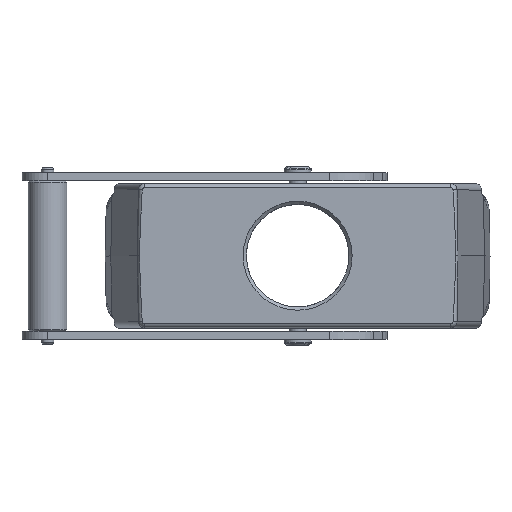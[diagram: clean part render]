
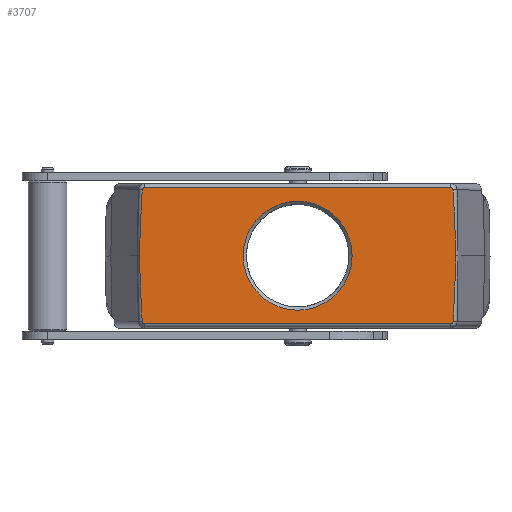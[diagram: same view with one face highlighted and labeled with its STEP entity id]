
A CAD part, top view. The second image highlights one B-rep face of the part: STEP entity #3707.
In plain terms, the highlighted planar face has unit normal (0, 0, 1).
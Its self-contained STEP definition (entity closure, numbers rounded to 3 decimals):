
#268=ELLIPSE('',#16935,114.609,2.);
#269=ELLIPSE('',#16940,114.609,2.);
#270=ELLIPSE('',#16950,114.609,2.);
#272=ELLIPSE('',#16955,114.609,2.);
#2361=PLANE('',#17792);
#3707=ADVANCED_FACE('',(#4030,#4031),#2361,.T.);
#4030=FACE_BOUND('',#4788,.T.);
#4031=FACE_BOUND('',#4789,.T.);
#4788=EDGE_LOOP('',(#8014));
#4789=EDGE_LOOP('',(#8015,#8016,#8017,#8018,#8019,#8020,#8021,#8022,#8023,
#8024));
#8014=ORIENTED_EDGE('',*,*,#10908,.T.);
#8015=ORIENTED_EDGE('',*,*,#9487,.F.);
#8016=ORIENTED_EDGE('',*,*,#9493,.F.);
#8017=ORIENTED_EDGE('',*,*,#9499,.F.);
#8018=ORIENTED_EDGE('',*,*,#9505,.F.);
#8019=ORIENTED_EDGE('',*,*,#9510,.F.);
#8020=ORIENTED_EDGE('',*,*,#9507,.F.);
#8021=ORIENTED_EDGE('',*,*,#9501,.F.);
#8022=ORIENTED_EDGE('',*,*,#9495,.F.);
#8023=ORIENTED_EDGE('',*,*,#9489,.F.);
#8024=ORIENTED_EDGE('',*,*,#9483,.F.);
#8374=VERTEX_POINT('',#23158);
#8375=VERTEX_POINT('',#23160);
#8377=VERTEX_POINT('',#23166);
#8379=VERTEX_POINT('',#23172);
#8381=VERTEX_POINT('',#23178);
#8383=VERTEX_POINT('',#23184);
#8386=VERTEX_POINT('',#23191);
#8387=VERTEX_POINT('',#23196);
#8389=VERTEX_POINT('',#23202);
#8391=VERTEX_POINT('',#23208);
#9241=VERTEX_POINT('',#31132);
#9483=EDGE_CURVE('',#8374,#8375,#11077,.T.);
#9487=EDGE_CURVE('',#8377,#8374,#268,.T.);
#9489=EDGE_CURVE('',#8375,#8379,#13662,.T.);
#9493=EDGE_CURVE('',#8381,#8377,#269,.T.);
#9495=EDGE_CURVE('',#8379,#8383,#11082,.T.);
#9499=EDGE_CURVE('',#8386,#8381,#11086,.T.);
#9501=EDGE_CURVE('',#8383,#8387,#270,.T.);
#9505=EDGE_CURVE('',#8389,#8386,#13666,.T.);
#9507=EDGE_CURVE('',#8387,#8391,#272,.T.);
#9510=EDGE_CURVE('',#8391,#8389,#11090,.T.);
#10908=EDGE_CURVE('',#9241,#9241,#11392,.T.);
#11077=CIRCLE('',#16930,0.74);
#11082=CIRCLE('',#16942,0.74);
#11086=CIRCLE('',#16947,0.74);
#11090=CIRCLE('',#16958,0.74);
#11392=CIRCLE('',#17791,17.);
#13662=LINE('',#23171,#14632);
#13666=LINE('',#23204,#14636);
#14632=VECTOR('',#18428,1.);
#14636=VECTOR('',#18466,1.);
#16930=AXIS2_PLACEMENT_3D('',#23159,#18413,#18414);
#16935=AXIS2_PLACEMENT_3D('',#23168,#18423,#18424);
#16940=AXIS2_PLACEMENT_3D('',#23180,#18436,#18437);
#16942=AXIS2_PLACEMENT_3D('',#23183,#18441,#18442);
#16947=AXIS2_PLACEMENT_3D('',#23192,#18451,#18452);
#16950=AXIS2_PLACEMENT_3D('',#23195,#18457,#18458);
#16955=AXIS2_PLACEMENT_3D('',#23207,#18470,#18471);
#16958=AXIS2_PLACEMENT_3D('',#23213,#18477,#18478);
#17791=AXIS2_PLACEMENT_3D('',#31131,#20838,#20839);
#17792=AXIS2_PLACEMENT_3D('',#31133,#20840,#20841);
#18413=DIRECTION('',(0.,0.,-1.));
#18414=DIRECTION('',(1.,0.,0.));
#18423=DIRECTION('',(0.,0.,-1.));
#18424=DIRECTION('',(-0.014,-1.,0.));
#18428=DIRECTION('',(1.,0.,0.));
#18436=DIRECTION('',(0.,0.,-1.));
#18437=DIRECTION('',(0.014,-1.,0.));
#18441=DIRECTION('',(0.,0.,-1.));
#18442=DIRECTION('',(1.,0.,0.));
#18451=DIRECTION('',(0.,0.,-1.));
#18452=DIRECTION('',(1.,0.,0.));
#18457=DIRECTION('',(0.,0.,-1.));
#18458=DIRECTION('',(0.014,-1.,0.));
#18466=DIRECTION('',(-1.,0.,0.));
#18470=DIRECTION('',(0.,0.,-1.));
#18471=DIRECTION('',(-0.014,-1.,0.));
#18477=DIRECTION('',(0.,0.,-1.));
#18478=DIRECTION('',(1.,0.,0.));
#20838=DIRECTION('',(0.,0.,-1.));
#20839=DIRECTION('',(1.,0.,0.));
#20840=DIRECTION('',(0.,0.,1.));
#20841=DIRECTION('',(1.,0.,0.));
#23158=CARTESIAN_POINT('',(-48.492,20.543,66.35));
#23159=CARTESIAN_POINT('',(-47.753,20.5,66.35));
#23160=CARTESIAN_POINT('',(-47.753,21.24,66.35));
#23166=CARTESIAN_POINT('',(-49.372,0.,66.35));
#23168=CARTESIAN_POINT('',(-49.285,-85.952,66.35));
#23171=CARTESIAN_POINT('',(-53.287,21.24,66.35));
#23172=CARTESIAN_POINT('',(47.753,21.24,66.35));
#23178=CARTESIAN_POINT('',(-48.492,-20.543,66.35));
#23180=CARTESIAN_POINT('',(-49.285,85.952,66.35));
#23183=CARTESIAN_POINT('',(47.753,20.5,66.35));
#23184=CARTESIAN_POINT('',(48.492,20.543,66.35));
#23191=CARTESIAN_POINT('',(-47.753,-21.24,66.35));
#23192=CARTESIAN_POINT('',(-47.753,-20.5,66.35));
#23195=CARTESIAN_POINT('',(49.285,-85.952,66.35));
#23196=CARTESIAN_POINT('',(49.372,0.,66.35));
#23202=CARTESIAN_POINT('',(47.753,-21.24,66.35));
#23204=CARTESIAN_POINT('',(-49.697,-21.24,66.35));
#23207=CARTESIAN_POINT('',(49.285,85.952,66.35));
#23208=CARTESIAN_POINT('',(48.492,-20.543,66.35));
#23213=CARTESIAN_POINT('',(47.753,-20.5,66.35));
#31131=CARTESIAN_POINT('',(0.,0.,66.35));
#31132=CARTESIAN_POINT('',(17.,0.,66.35));
#31133=CARTESIAN_POINT('',(-55.,-23.,66.35));
